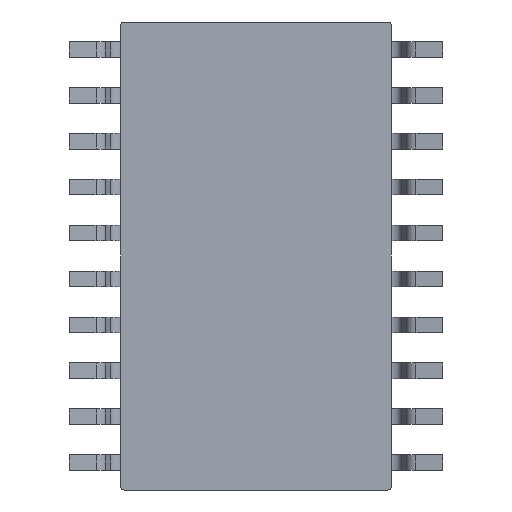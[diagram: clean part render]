
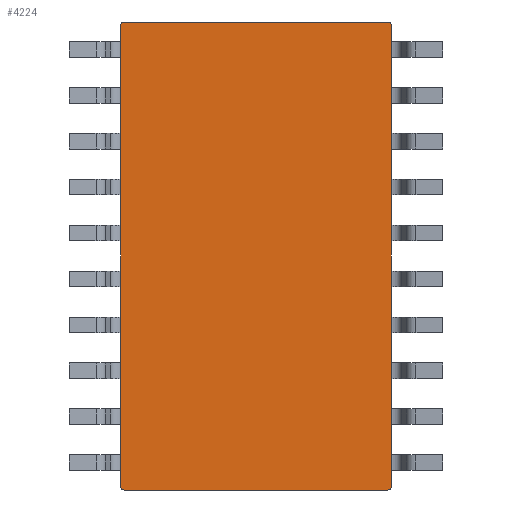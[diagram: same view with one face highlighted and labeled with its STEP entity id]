
A CAD part, front view. The second image highlights one B-rep face of the part: STEP entity #4224.
In plain terms, the highlighted planar face has unit normal (0, -1, 0).
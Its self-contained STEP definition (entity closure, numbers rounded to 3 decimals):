
#1=CARTESIAN_POINT('',(-3.647,0.,-6.375));
#2=DIRECTION('',(0.,-1.,0.));
#3=DIRECTION('',(-1.,0.,0.));
#4=AXIS2_PLACEMENT_3D('',#1,#2,#3);
#6=DIRECTION('',(0.,0.,1.));
#7=VECTOR('',#6,12.75);
#8=CARTESIAN_POINT('',(-3.747,0.,-6.375));
#9=LINE('',#8,#7);
#10=CARTESIAN_POINT('',(-3.647,0.,6.375));
#11=DIRECTION('',(0.,-1.,0.));
#12=DIRECTION('',(0.,0.,1.));
#13=AXIS2_PLACEMENT_3D('',#10,#11,#12);
#15=DIRECTION('',(1.,0.,0.));
#16=VECTOR('',#15,7.293);
#17=CARTESIAN_POINT('',(-3.647,0.,6.475));
#18=LINE('',#17,#16);
#19=CARTESIAN_POINT('',(3.647,0.,6.375));
#20=DIRECTION('',(0.,-1.,0.));
#21=DIRECTION('',(1.,0.,0.));
#22=AXIS2_PLACEMENT_3D('',#19,#20,#21);
#24=DIRECTION('',(0.,0.,-1.));
#25=VECTOR('',#24,12.75);
#26=CARTESIAN_POINT('',(3.747,0.,6.375));
#27=LINE('',#26,#25);
#28=CARTESIAN_POINT('',(3.647,0.,-6.375));
#29=DIRECTION('',(0.,-1.,0.));
#30=DIRECTION('',(0.,0.,-1.));
#31=AXIS2_PLACEMENT_3D('',#28,#29,#30);
#33=DIRECTION('',(-1.,0.,0.));
#34=VECTOR('',#33,7.293);
#35=CARTESIAN_POINT('',(3.647,0.,-6.475));
#36=LINE('',#35,#34);
#4169=CARTESIAN_POINT('',(-3.747,0.,-6.375));
#4170=CARTESIAN_POINT('',(-3.647,0.,-6.475));
#4171=VERTEX_POINT('',#4169);
#4172=VERTEX_POINT('',#4170);
#4179=CARTESIAN_POINT('',(3.647,0.,-6.475));
#4180=CARTESIAN_POINT('',(3.747,0.,-6.375));
#4181=VERTEX_POINT('',#4179);
#4182=VERTEX_POINT('',#4180);
#4189=CARTESIAN_POINT('',(3.747,0.,6.375));
#4190=CARTESIAN_POINT('',(3.647,0.,6.475));
#4191=VERTEX_POINT('',#4189);
#4192=VERTEX_POINT('',#4190);
#4197=CARTESIAN_POINT('',(-3.647,0.,6.475));
#4198=CARTESIAN_POINT('',(-3.747,0.,6.375));
#4199=VERTEX_POINT('',#4197);
#4200=VERTEX_POINT('',#4198);
#4201=CARTESIAN_POINT('',(0.,0.,0.));
#4202=DIRECTION('',(0.,1.,0.));
#4203=DIRECTION('',(1.,0.,0.));
#4204=AXIS2_PLACEMENT_3D('',#4201,#4202,#4203);
#4205=PLANE('',#4204);
#4207=ORIENTED_EDGE('',*,*,#4206,.F.);
#4209=ORIENTED_EDGE('',*,*,#4208,.T.);
#4211=ORIENTED_EDGE('',*,*,#4210,.F.);
#4213=ORIENTED_EDGE('',*,*,#4212,.T.);
#4215=ORIENTED_EDGE('',*,*,#4214,.F.);
#4217=ORIENTED_EDGE('',*,*,#4216,.T.);
#4219=ORIENTED_EDGE('',*,*,#4218,.F.);
#4221=ORIENTED_EDGE('',*,*,#4220,.T.);
#4222=EDGE_LOOP('',(#4207,#4209,#4211,#4213,#4215,#4217,#4219,#4221));
#4223=FACE_OUTER_BOUND('',#4222,.F.);
#5=CIRCLE('',#4,0.1);
#14=CIRCLE('',#13,0.1);
#23=CIRCLE('',#22,0.1);
#32=CIRCLE('',#31,0.1);
#4206=EDGE_CURVE('',#4171,#4172,#5,.T.);
#4208=EDGE_CURVE('',#4171,#4200,#9,.T.);
#4210=EDGE_CURVE('',#4199,#4200,#14,.T.);
#4212=EDGE_CURVE('',#4199,#4192,#18,.T.);
#4214=EDGE_CURVE('',#4191,#4192,#23,.T.);
#4216=EDGE_CURVE('',#4191,#4182,#27,.T.);
#4218=EDGE_CURVE('',#4181,#4182,#32,.T.);
#4220=EDGE_CURVE('',#4181,#4172,#36,.T.);
#4224=ADVANCED_FACE('',(#4223),#4205,.F.);
